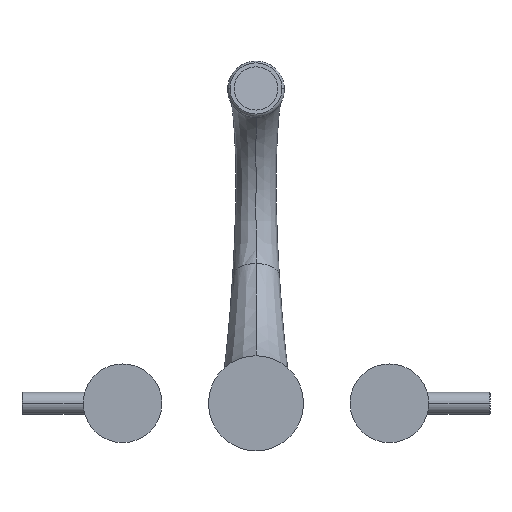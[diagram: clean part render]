
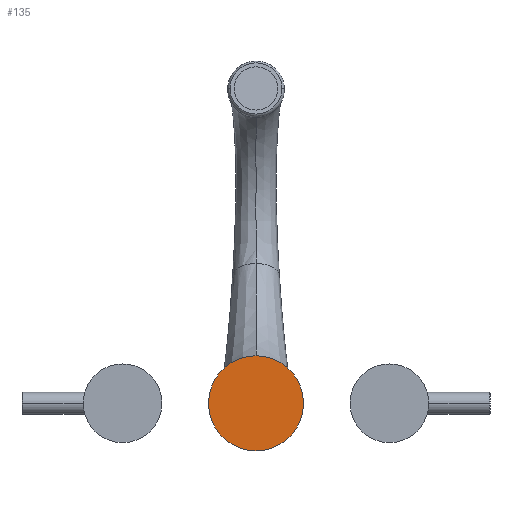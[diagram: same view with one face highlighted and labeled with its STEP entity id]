
A CAD part, front view. The second image highlights one B-rep face of the part: STEP entity #135.
In plain terms, the highlighted planar face has unit normal (0, -1, 0).
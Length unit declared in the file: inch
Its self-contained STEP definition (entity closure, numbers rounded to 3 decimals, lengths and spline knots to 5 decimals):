
#2=CARTESIAN_POINT('',(0.,0.,0.));
#3=DIRECTION('',(0.,-1.,0.));
#4=DIRECTION('',(1.,0.,0.));
#5=AXIS2_PLACEMENT_3D('',#2,#3,#4);
#20=CARTESIAN_POINT('',(0.,0.,0.));
#21=DIRECTION('',(0.,1.,0.));
#22=DIRECTION('',(1.,0.,0.));
#23=AXIS2_PLACEMENT_3D('',#20,#21,#22);
#100=CARTESIAN_POINT('',(1.425,0.,0.));
#102=VERTEX_POINT('',#100);
#104=CARTESIAN_POINT('',(-1.425,0.,0.));
#106=VERTEX_POINT('',#104);
#124=CARTESIAN_POINT('',(0.,0.,0.));
#125=DIRECTION('',(0.,-1.,0.));
#126=DIRECTION('',(-1.,0.,0.));
#127=AXIS2_PLACEMENT_3D('',#124,#125,#126);
#128=PLANE('',#127);
#130=ORIENTED_EDGE('',*,*,#129,.F.);
#132=ORIENTED_EDGE('',*,*,#131,.T.);
#133=EDGE_LOOP('',(#130,#132));
#134=FACE_OUTER_BOUND('',#133,.F.);
#135=ADVANCED_FACE('',(#134),#128,.T.);
#6=CIRCLE('',#5,1.425);
#24=CIRCLE('',#23,1.425);
#129=EDGE_CURVE('',#102,#106,#6,.T.);
#131=EDGE_CURVE('',#102,#106,#24,.T.);
